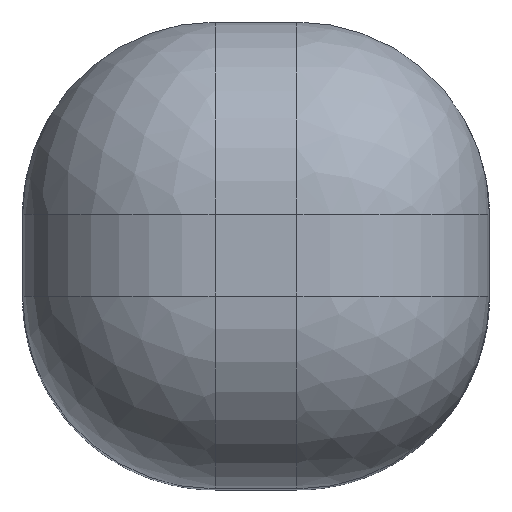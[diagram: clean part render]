
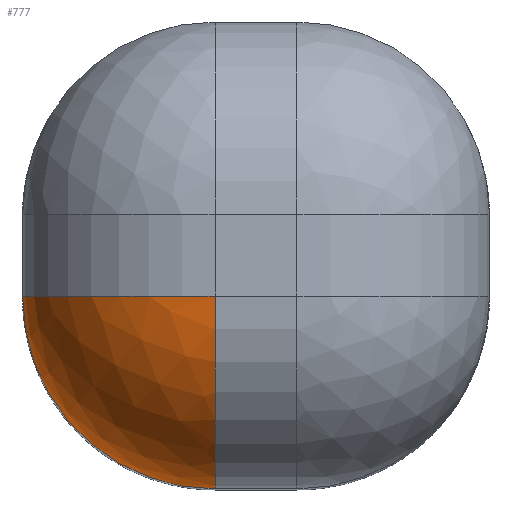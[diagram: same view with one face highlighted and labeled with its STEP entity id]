
A CAD part, top view. The second image highlights one B-rep face of the part: STEP entity #777.
In plain terms, the highlighted spherical face has radius 40 mm.
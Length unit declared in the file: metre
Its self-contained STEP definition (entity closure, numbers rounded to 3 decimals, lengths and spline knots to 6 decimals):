
#228=CARTESIAN_POINT('',(-0.0085,-0.0085,0.17));
#229=DIRECTION('',(0.,-1.,0.));
#230=DIRECTION('',(0.,0.,1.));
#231=AXIS2_PLACEMENT_3D('',#228,#229,#230);
#233=CARTESIAN_POINT('',(-0.0085,-0.0085,0.17));
#234=DIRECTION('',(-1.,0.,0.));
#235=DIRECTION('',(0.,-1.,0.));
#236=AXIS2_PLACEMENT_3D('',#233,#234,#235);
#238=CARTESIAN_POINT('',(-0.0085,-0.0085,0.17));
#239=DIRECTION('',(0.,0.,1.));
#240=DIRECTION('',(-1.,0.,0.));
#241=AXIS2_PLACEMENT_3D('',#238,#239,#240);
#441=CARTESIAN_POINT('',(-0.0085,-0.0485,0.17));
#443=VERTEX_POINT('',#441);
#445=CARTESIAN_POINT('',(-0.0085,-0.0085,0.21));
#447=VERTEX_POINT('',#445);
#505=CARTESIAN_POINT('',(-0.0485,-0.0085,0.17));
#506=VERTEX_POINT('',#505);
#765=CARTESIAN_POINT('',(-0.0085,-0.0085,0.17));
#766=DIRECTION('',(-0.707,0.707,0.));
#767=DIRECTION('',(-0.707,-0.707,0.));
#768=AXIS2_PLACEMENT_3D('',#765,#766,#767);
#769=SPHERICAL_SURFACE('',#768,0.04);
#771=ORIENTED_EDGE('',*,*,#770,.F.);
#772=ORIENTED_EDGE('',*,*,#756,.F.);
#774=ORIENTED_EDGE('',*,*,#773,.F.);
#775=EDGE_LOOP('',(#771,#772,#774));
#776=FACE_OUTER_BOUND('',#775,.F.);
#777=ADVANCED_FACE('',(#776),#769,.T.);
#232=CIRCLE('',#231,0.04);
#237=CIRCLE('',#236,0.04);
#242=CIRCLE('',#241,0.04);
#756=EDGE_CURVE('',#443,#447,#237,.T.);
#770=EDGE_CURVE('',#447,#506,#232,.T.);
#773=EDGE_CURVE('',#506,#443,#242,.T.);
